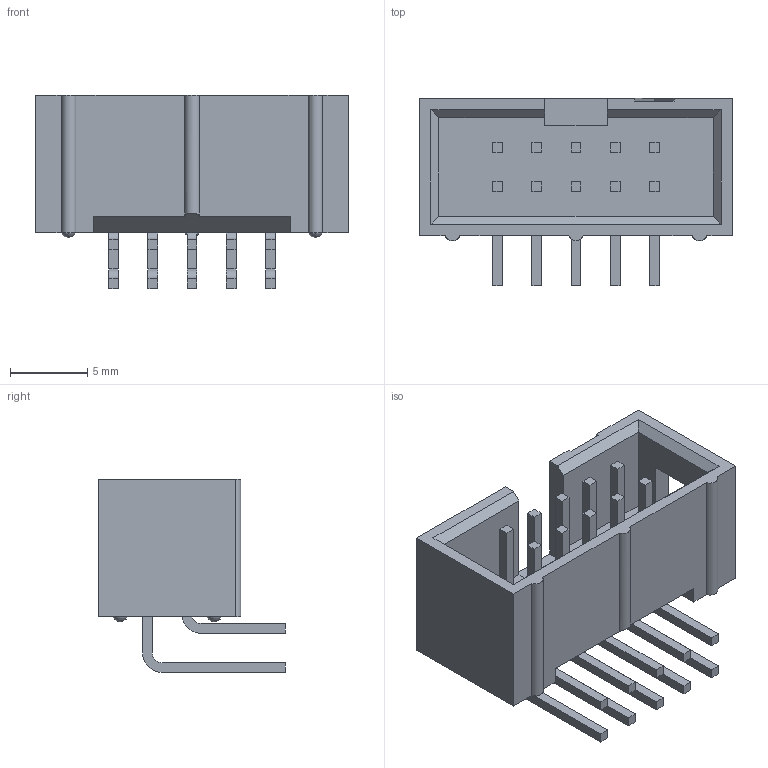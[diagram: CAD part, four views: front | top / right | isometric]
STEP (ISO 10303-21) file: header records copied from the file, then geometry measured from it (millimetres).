
FILE_DESCRIPTION(('STEP AP242'),'1');
FILE_NAME('1761682-3.stp','2021-05-21T12:32:13',('TraceParts'),('TraceParts S.A.'),'Spatial InterOp 3D',' ',' ');
FILE_SCHEMA(('AP242_MANAGED_MODEL_BASED_3D_ENGINEERING_MIM_LF {1 0 10303 442 1 1 4}'));
Length unit declared in the file: millimetre
Products named in the file (1): 1761682-3
Bounding box: 20.32 x 12.12 x 12.51 mm (x, y, z)
Volume: 866 mm3; surface area: 1527.7 mm2
Topology: 1 solids, 1 shells, 177 faces, 465 edges, 303 vertices
Faces by surface type: plane 144, cylinder 23, sphere 10
Entity records: 5359 total; most frequent: CARTESIAN_POINT 952, ORIENTED_EDGE 910, DIRECTION 875, EDGE_CURVE 455, LINE 389, VECTOR 389, VERTEX_POINT 303, AXIS2_PLACEMENT_3D 243
